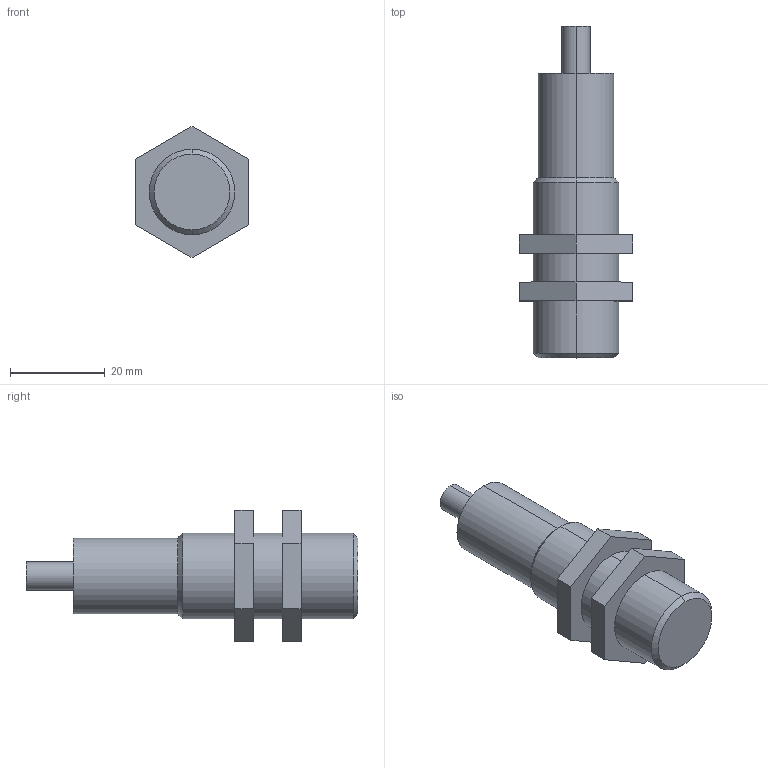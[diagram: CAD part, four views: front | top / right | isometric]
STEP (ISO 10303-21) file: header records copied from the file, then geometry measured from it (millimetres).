
FILE_DESCRIPTION((''),'2;1');
FILE_NAME('OBE10M_S_F400357A','2006-09-19T',('Pepperl+Fuchs'),('Industriehansa'),'PRO/ENGINEER BY PARAMETRIC TECHNOLOGY CORPORATION, 2005290','PRO/ENGINEER BY PARAMETRIC TECHNOLOGY CORPORATION, 2005290','');
FILE_SCHEMA(('AUTOMOTIVE_DESIGN_CC2 { 1 2 10303 214 -1 1 5 2 }'));
Length unit declared in the file: millimetre
Products named in the file (1): OBE10M_S_F400357A
Bounding box: 24 x 70 x 27.71 mm (x, y, z)
Volume: 16276.4 mm3; surface area: 5073.4 mm2
Topology: 1 solids, 1 shells, 33 faces, 78 edges, 57 vertices
Faces by surface type: plane 19, cylinder 10, cone 4
Entity records: 1291 total; most frequent: DIRECTION 168, CARTESIAN_POINT 158, ORIENTED_EDGE 144, PRESENTATION_STYLE_ASSIGNMENT 88, STYLED_ITEM 85, CURVE_STYLE 80, EDGE_CURVE 72, VECTOR 56
